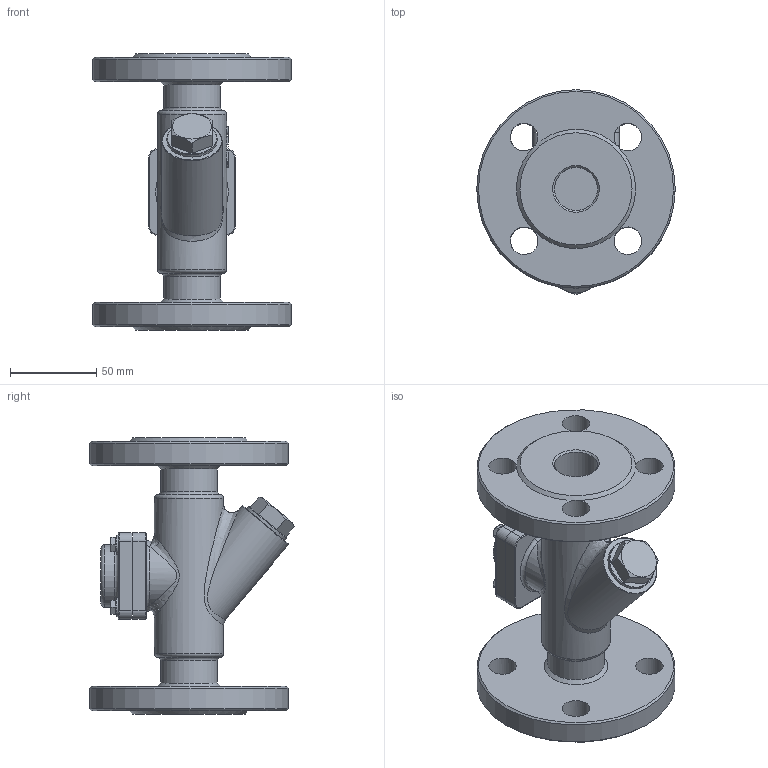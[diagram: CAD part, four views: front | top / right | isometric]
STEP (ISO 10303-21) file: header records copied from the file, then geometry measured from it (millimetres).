
FILE_DESCRIPTION(/* description */ (''),/* implementation_level */ '2;1');
FILE_NAME(/* name */ 'DN25_3D_STEP.stp',/* time_stamp */ '2025-12-13T16:38:15+03:00',/* author */ ('igorr'),/* organization */ (''),/* preprocessor_version */ 'ST-DEVELOPER v20',/* originating_system */ 'Autodesk Inventor 2025',/* authorisation */ '');
FILE_SCHEMA (('AUTOMOTIVE_DESIGN { 1 0 10303 214 3 1 1 }'));
Length unit declared in the file: millimetre
Products named in the file (4): Сборка1; Деталь1; AS 1237 - 6; AS 1110 - M5 x 10
Assembly tree (9 placements, depth 2):
  Сборка1
    Деталь1
    AS 1237 - 6  x4
    AS 1110 - M5 x 10  x4
Bounding box: 115 x 118.5 x 160 mm (x, y, z)
Volume: 502407.5 mm3; surface area: 91412.4 mm2
Topology: 9 solids, 9 shells, 295 faces, 693 edges, 433 vertices
Faces by surface type: plane 139, cylinder 72, cone 39, bspline 27, torus 18
Full cylindrical faces by diameter (mm): 5 x4, 6 x8, 6.4 x4, 8 x4, 11 x4, 16 x8, 25 x2, 27 x1, 29 x1, 33 x2, 35 x1, 36 x1, 40 x1, 115 x2
Entity records: 7970 total; most frequent: CARTESIAN_POINT 2552, DIRECTION 1071, ORIENTED_EDGE 1044, EDGE_CURVE 522, AXIS2_PLACEMENT_3D 427, VERTEX_POINT 331, EDGE_LOOP 251, CIRCLE 217
